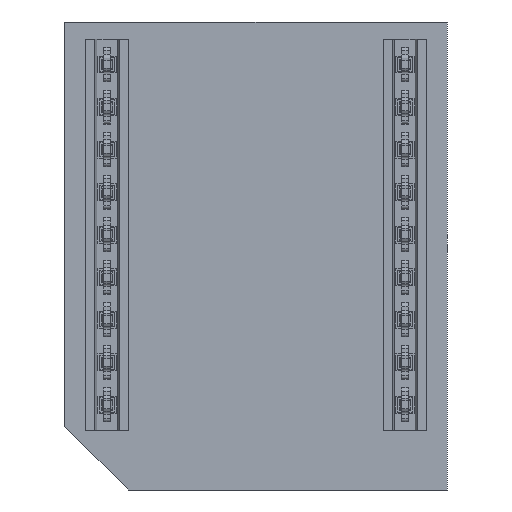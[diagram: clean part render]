
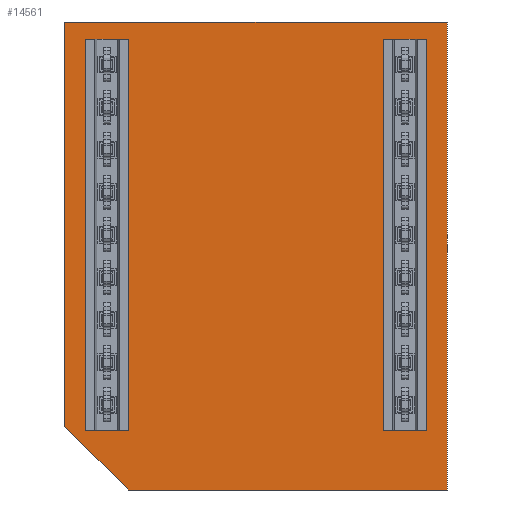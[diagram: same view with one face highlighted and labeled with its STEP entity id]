
A CAD part, front view. The second image highlights one B-rep face of the part: STEP entity #14561.
In plain terms, the highlighted planar face has unit normal (0, -1, 0).
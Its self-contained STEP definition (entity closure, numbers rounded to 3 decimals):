
#81=FACE_BOUND('',#1713,.T.);
#82=FACE_BOUND('',#1714,.T.);
#83=FACE_BOUND('',#1715,.T.);
#84=FACE_BOUND('',#1716,.T.);
#85=FACE_BOUND('',#1717,.T.);
#86=FACE_BOUND('',#1718,.T.);
#87=FACE_BOUND('',#1719,.T.);
#88=FACE_BOUND('',#1720,.T.);
#89=FACE_BOUND('',#1721,.T.);
#90=FACE_BOUND('',#1722,.T.);
#91=FACE_BOUND('',#1723,.T.);
#92=FACE_BOUND('',#1724,.T.);
#93=FACE_BOUND('',#1725,.T.);
#94=FACE_BOUND('',#1726,.T.);
#95=FACE_BOUND('',#1727,.T.);
#96=FACE_BOUND('',#1728,.T.);
#97=FACE_BOUND('',#1729,.T.);
#98=FACE_BOUND('',#1730,.T.);
#163=PLANE('',#15515);
#888=FACE_OUTER_BOUND('',#1712,.T.);
#1712=EDGE_LOOP('',(#10223,#10224,#10225,#10226,#10227));
#1713=EDGE_LOOP('',(#10228));
#1714=EDGE_LOOP('',(#10229));
#1715=EDGE_LOOP('',(#10230));
#1716=EDGE_LOOP('',(#10231));
#1717=EDGE_LOOP('',(#10232));
#1718=EDGE_LOOP('',(#10233));
#1719=EDGE_LOOP('',(#10234));
#1720=EDGE_LOOP('',(#10235));
#1721=EDGE_LOOP('',(#10236));
#1722=EDGE_LOOP('',(#10237));
#1723=EDGE_LOOP('',(#10238));
#1724=EDGE_LOOP('',(#10239));
#1725=EDGE_LOOP('',(#10240));
#1726=EDGE_LOOP('',(#10241));
#1727=EDGE_LOOP('',(#10242));
#1728=EDGE_LOOP('',(#10243));
#1729=EDGE_LOOP('',(#10244));
#1730=EDGE_LOOP('',(#10245));
#2618=LINE('',#20681,#4523);
#2620=LINE('',#20685,#4525);
#2621=LINE('',#20687,#4526);
#2622=LINE('',#20689,#4527);
#2623=LINE('',#20690,#4528);
#4523=VECTOR('',#16659,10.);
#4525=VECTOR('',#16663,10.);
#4526=VECTOR('',#16664,10.);
#4527=VECTOR('',#16665,10.);
#4528=VECTOR('',#16666,10.);
#6409=CIRCLE('',#15462,0.5);
#6411=CIRCLE('',#15465,0.5);
#6413=CIRCLE('',#15468,0.5);
#6415=CIRCLE('',#15471,0.5);
#6417=CIRCLE('',#15474,0.5);
#6419=CIRCLE('',#15477,0.5);
#6421=CIRCLE('',#15480,0.5);
#6423=CIRCLE('',#15483,0.5);
#6425=CIRCLE('',#15486,0.5);
#6427=CIRCLE('',#15489,0.5);
#6429=CIRCLE('',#15492,0.5);
#6431=CIRCLE('',#15495,0.5);
#6433=CIRCLE('',#15498,0.5);
#6435=CIRCLE('',#15501,0.5);
#6437=CIRCLE('',#15504,0.5);
#6439=CIRCLE('',#15507,0.5);
#6441=CIRCLE('',#15510,0.5);
#6443=CIRCLE('',#15513,0.5);
#6643=VERTEX_POINT('',#20569);
#6645=VERTEX_POINT('',#20575);
#6647=VERTEX_POINT('',#20581);
#6649=VERTEX_POINT('',#20587);
#6651=VERTEX_POINT('',#20593);
#6653=VERTEX_POINT('',#20599);
#6655=VERTEX_POINT('',#20605);
#6657=VERTEX_POINT('',#20611);
#6659=VERTEX_POINT('',#20617);
#6661=VERTEX_POINT('',#20623);
#6663=VERTEX_POINT('',#20629);
#6665=VERTEX_POINT('',#20635);
#6667=VERTEX_POINT('',#20641);
#6669=VERTEX_POINT('',#20647);
#6671=VERTEX_POINT('',#20653);
#6673=VERTEX_POINT('',#20659);
#6675=VERTEX_POINT('',#20665);
#6677=VERTEX_POINT('',#20671);
#6680=VERTEX_POINT('',#20678);
#6681=VERTEX_POINT('',#20680);
#6682=VERTEX_POINT('',#20684);
#6683=VERTEX_POINT('',#20686);
#6684=VERTEX_POINT('',#20688);
#8010=EDGE_CURVE('',#6643,#6643,#6409,.T.);
#8013=EDGE_CURVE('',#6645,#6645,#6411,.T.);
#8016=EDGE_CURVE('',#6647,#6647,#6413,.T.);
#8019=EDGE_CURVE('',#6649,#6649,#6415,.T.);
#8022=EDGE_CURVE('',#6651,#6651,#6417,.T.);
#8025=EDGE_CURVE('',#6653,#6653,#6419,.T.);
#8028=EDGE_CURVE('',#6655,#6655,#6421,.T.);
#8031=EDGE_CURVE('',#6657,#6657,#6423,.T.);
#8034=EDGE_CURVE('',#6659,#6659,#6425,.T.);
#8037=EDGE_CURVE('',#6661,#6661,#6427,.T.);
#8040=EDGE_CURVE('',#6663,#6663,#6429,.T.);
#8043=EDGE_CURVE('',#6665,#6665,#6431,.T.);
#8046=EDGE_CURVE('',#6667,#6667,#6433,.T.);
#8049=EDGE_CURVE('',#6669,#6669,#6435,.T.);
#8052=EDGE_CURVE('',#6671,#6671,#6437,.T.);
#8055=EDGE_CURVE('',#6673,#6673,#6439,.T.);
#8058=EDGE_CURVE('',#6675,#6675,#6441,.T.);
#8061=EDGE_CURVE('',#6677,#6677,#6443,.T.);
#8064=EDGE_CURVE('',#6680,#6681,#2618,.T.);
#8066=EDGE_CURVE('',#6682,#6680,#2620,.T.);
#8067=EDGE_CURVE('',#6683,#6682,#2621,.T.);
#8068=EDGE_CURVE('',#6684,#6683,#2622,.T.);
#8069=EDGE_CURVE('',#6681,#6684,#2623,.T.);
#10223=ORIENTED_EDGE('',*,*,#8064,.F.);
#10224=ORIENTED_EDGE('',*,*,#8066,.F.);
#10225=ORIENTED_EDGE('',*,*,#8067,.F.);
#10226=ORIENTED_EDGE('',*,*,#8068,.F.);
#10227=ORIENTED_EDGE('',*,*,#8069,.F.);
#10228=ORIENTED_EDGE('',*,*,#8010,.T.);
#10229=ORIENTED_EDGE('',*,*,#8013,.T.);
#10230=ORIENTED_EDGE('',*,*,#8016,.T.);
#10231=ORIENTED_EDGE('',*,*,#8019,.T.);
#10232=ORIENTED_EDGE('',*,*,#8022,.T.);
#10233=ORIENTED_EDGE('',*,*,#8025,.T.);
#10234=ORIENTED_EDGE('',*,*,#8028,.T.);
#10235=ORIENTED_EDGE('',*,*,#8031,.T.);
#10236=ORIENTED_EDGE('',*,*,#8034,.T.);
#10237=ORIENTED_EDGE('',*,*,#8037,.T.);
#10238=ORIENTED_EDGE('',*,*,#8040,.T.);
#10239=ORIENTED_EDGE('',*,*,#8043,.T.);
#10240=ORIENTED_EDGE('',*,*,#8046,.T.);
#10241=ORIENTED_EDGE('',*,*,#8049,.T.);
#10242=ORIENTED_EDGE('',*,*,#8052,.T.);
#10243=ORIENTED_EDGE('',*,*,#8055,.T.);
#10244=ORIENTED_EDGE('',*,*,#8058,.T.);
#10245=ORIENTED_EDGE('',*,*,#8061,.T.);
#14561=ADVANCED_FACE('',(#888,#81,#82,#83,#84,#85,#86,#87,#88,#89,#90,#91,
#92,#93,#94,#95,#96,#97,#98),#163,.F.);
#15462=AXIS2_PLACEMENT_3D('',#20571,#16534,#16535);
#15465=AXIS2_PLACEMENT_3D('',#20577,#16541,#16542);
#15468=AXIS2_PLACEMENT_3D('',#20583,#16548,#16549);
#15471=AXIS2_PLACEMENT_3D('',#20589,#16555,#16556);
#15474=AXIS2_PLACEMENT_3D('',#20595,#16562,#16563);
#15477=AXIS2_PLACEMENT_3D('',#20601,#16569,#16570);
#15480=AXIS2_PLACEMENT_3D('',#20607,#16576,#16577);
#15483=AXIS2_PLACEMENT_3D('',#20613,#16583,#16584);
#15486=AXIS2_PLACEMENT_3D('',#20619,#16590,#16591);
#15489=AXIS2_PLACEMENT_3D('',#20625,#16597,#16598);
#15492=AXIS2_PLACEMENT_3D('',#20631,#16604,#16605);
#15495=AXIS2_PLACEMENT_3D('',#20637,#16611,#16612);
#15498=AXIS2_PLACEMENT_3D('',#20643,#16618,#16619);
#15501=AXIS2_PLACEMENT_3D('',#20649,#16625,#16626);
#15504=AXIS2_PLACEMENT_3D('',#20655,#16632,#16633);
#15507=AXIS2_PLACEMENT_3D('',#20661,#16639,#16640);
#15510=AXIS2_PLACEMENT_3D('',#20667,#16646,#16647);
#15513=AXIS2_PLACEMENT_3D('',#20673,#16653,#16654);
#15515=AXIS2_PLACEMENT_3D('',#20683,#16661,#16662);
#16534=DIRECTION('center_axis',(0.,1.,0.));
#16535=DIRECTION('ref_axis',(-1.,0.,0.));
#16541=DIRECTION('center_axis',(0.,1.,0.));
#16542=DIRECTION('ref_axis',(-1.,0.,0.));
#16548=DIRECTION('center_axis',(0.,1.,0.));
#16549=DIRECTION('ref_axis',(-1.,0.,0.));
#16555=DIRECTION('center_axis',(0.,1.,0.));
#16556=DIRECTION('ref_axis',(-1.,0.,0.));
#16562=DIRECTION('center_axis',(0.,1.,0.));
#16563=DIRECTION('ref_axis',(-1.,0.,0.));
#16569=DIRECTION('center_axis',(0.,1.,0.));
#16570=DIRECTION('ref_axis',(-1.,0.,0.));
#16576=DIRECTION('center_axis',(0.,1.,0.));
#16577=DIRECTION('ref_axis',(-1.,0.,0.));
#16583=DIRECTION('center_axis',(0.,1.,0.));
#16584=DIRECTION('ref_axis',(-1.,0.,0.));
#16590=DIRECTION('center_axis',(0.,1.,0.));
#16591=DIRECTION('ref_axis',(-1.,0.,0.));
#16597=DIRECTION('center_axis',(0.,1.,0.));
#16598=DIRECTION('ref_axis',(1.,0.,0.));
#16604=DIRECTION('center_axis',(0.,1.,0.));
#16605=DIRECTION('ref_axis',(1.,0.,0.));
#16611=DIRECTION('center_axis',(0.,1.,0.));
#16612=DIRECTION('ref_axis',(1.,0.,0.));
#16618=DIRECTION('center_axis',(0.,1.,0.));
#16619=DIRECTION('ref_axis',(1.,0.,0.));
#16625=DIRECTION('center_axis',(0.,1.,0.));
#16626=DIRECTION('ref_axis',(1.,0.,0.));
#16632=DIRECTION('center_axis',(0.,1.,0.));
#16633=DIRECTION('ref_axis',(1.,0.,0.));
#16639=DIRECTION('center_axis',(0.,1.,0.));
#16640=DIRECTION('ref_axis',(1.,0.,0.));
#16646=DIRECTION('center_axis',(0.,1.,0.));
#16647=DIRECTION('ref_axis',(1.,0.,0.));
#16653=DIRECTION('center_axis',(0.,1.,0.));
#16654=DIRECTION('ref_axis',(1.,0.,0.));
#16659=DIRECTION('',(-0.707,0.,0.707));
#16661=DIRECTION('center_axis',(0.,1.,0.));
#16662=DIRECTION('ref_axis',(0.,0.,1.));
#16663=DIRECTION('',(-1.,0.,0.));
#16664=DIRECTION('',(0.,0.,-1.));
#16665=DIRECTION('',(1.,0.,0.));
#16666=DIRECTION('',(0.,0.,1.));
#20569=CARTESIAN_POINT('',(9.39,0.,11.43));
#20571=CARTESIAN_POINT('Origin',(8.89,0.,11.43));
#20575=CARTESIAN_POINT('',(9.39,0.,8.89));
#20577=CARTESIAN_POINT('Origin',(8.89,0.,8.89));
#20581=CARTESIAN_POINT('',(9.39,0.,6.35));
#20583=CARTESIAN_POINT('Origin',(8.89,0.,6.35));
#20587=CARTESIAN_POINT('',(9.39,0.,3.81));
#20589=CARTESIAN_POINT('Origin',(8.89,0.,3.81));
#20593=CARTESIAN_POINT('',(9.39,0.,1.27));
#20595=CARTESIAN_POINT('Origin',(8.89,0.,1.27));
#20599=CARTESIAN_POINT('',(9.39,0.,-1.27));
#20601=CARTESIAN_POINT('Origin',(8.89,0.,-1.27));
#20605=CARTESIAN_POINT('',(9.39,0.,-3.81));
#20607=CARTESIAN_POINT('Origin',(8.89,0.,-3.81));
#20611=CARTESIAN_POINT('',(9.39,0.,-6.35));
#20613=CARTESIAN_POINT('Origin',(8.89,0.,-6.35));
#20617=CARTESIAN_POINT('',(9.39,0.,-8.89));
#20619=CARTESIAN_POINT('Origin',(8.89,0.,-8.89));
#20623=CARTESIAN_POINT('',(-9.39,0.,11.43));
#20625=CARTESIAN_POINT('Origin',(-8.89,0.,11.43));
#20629=CARTESIAN_POINT('',(-9.39,0.,8.89));
#20631=CARTESIAN_POINT('Origin',(-8.89,0.,8.89));
#20635=CARTESIAN_POINT('',(-9.39,0.,6.35));
#20637=CARTESIAN_POINT('Origin',(-8.89,0.,6.35));
#20641=CARTESIAN_POINT('',(-9.39,0.,3.81));
#20643=CARTESIAN_POINT('Origin',(-8.89,0.,3.81));
#20647=CARTESIAN_POINT('',(-9.39,0.,1.27));
#20649=CARTESIAN_POINT('Origin',(-8.89,0.,1.27));
#20653=CARTESIAN_POINT('',(-9.39,0.,-1.27));
#20655=CARTESIAN_POINT('Origin',(-8.89,0.,-1.27));
#20659=CARTESIAN_POINT('',(-9.39,0.,-3.81));
#20661=CARTESIAN_POINT('Origin',(-8.89,0.,-3.81));
#20665=CARTESIAN_POINT('',(-9.39,0.,-6.35));
#20667=CARTESIAN_POINT('Origin',(-8.89,0.,-6.35));
#20671=CARTESIAN_POINT('',(-9.39,0.,-8.89));
#20673=CARTESIAN_POINT('Origin',(-8.89,0.,-8.89));
#20678=CARTESIAN_POINT('',(-7.62,0.,-13.97));
#20680=CARTESIAN_POINT('',(-11.43,0.,-10.16));
#20681=CARTESIAN_POINT('',(-10.16,0.,-11.43));
#20683=CARTESIAN_POINT('Origin',(0.,0.,0.));
#20684=CARTESIAN_POINT('',(11.43,0.,-13.97));
#20685=CARTESIAN_POINT('',(11.43,0.,-13.97));
#20686=CARTESIAN_POINT('',(11.43,0.,13.97));
#20687=CARTESIAN_POINT('',(11.43,0.,13.97));
#20688=CARTESIAN_POINT('',(-11.43,0.,13.97));
#20689=CARTESIAN_POINT('',(-11.43,0.,13.97));
#20690=CARTESIAN_POINT('',(-11.43,0.,-13.97));
